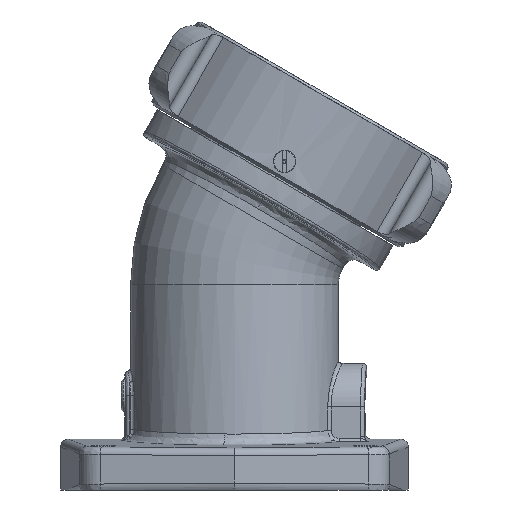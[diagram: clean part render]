
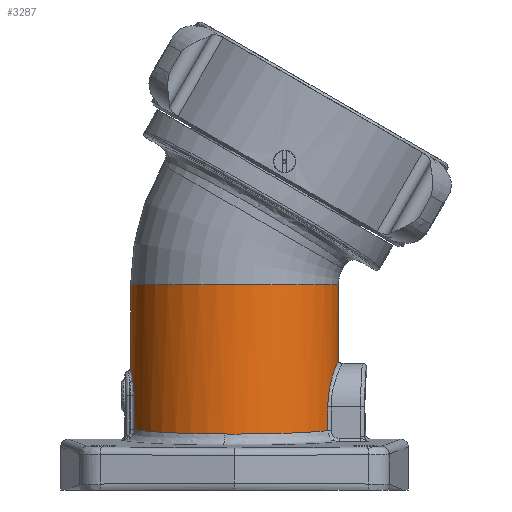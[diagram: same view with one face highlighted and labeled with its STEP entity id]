
A CAD part, left-side view. The second image highlights one B-rep face of the part: STEP entity #3287.
In plain terms, the highlighted cylindrical face has radius 43.656 mm (diameter 87.312 mm), a partial arc.
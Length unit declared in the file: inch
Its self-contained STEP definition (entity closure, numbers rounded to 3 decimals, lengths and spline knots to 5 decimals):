
#248=CARTESIAN_POINT('',(-0.75248,-1.54527,
1.375));
#249=CARTESIAN_POINT('',(-0.75248,-1.54527,
1.42222));
#250=CARTESIAN_POINT('',(-0.74417,-1.54935,
1.51473));
#251=CARTESIAN_POINT('',(-0.7095,-1.56575,
1.64654));
#252=CARTESIAN_POINT('',(-0.65057,-1.59146,
1.77493));
#253=CARTESIAN_POINT('',(-0.56954,-1.62262,
1.89068));
#254=CARTESIAN_POINT('',(-0.46915,-1.6547,
1.98911));
#255=CARTESIAN_POINT('',(-0.36285,-1.68116,
2.06092));
#256=CARTESIAN_POINT('',(-0.26095,-1.6998,
2.10808));
#257=CARTESIAN_POINT('',(-0.16635,-1.71149,
2.13649));
#258=CARTESIAN_POINT('',(-0.07956,-1.71759,
2.15101));
#259=CARTESIAN_POINT('',(-0.02575,-1.71875,
2.15375));
#260=CARTESIAN_POINT('',(0.,-1.71875,2.15375));
#262=DIRECTION('',(0.,0.,1.));
#263=VECTOR('',#262,0.39248);
#264=CARTESIAN_POINT('',(-0.75248,-1.54527,
0.98252));
#265=LINE('',#264,#263);
#266=CARTESIAN_POINT('',(-0.75248,-1.54527,
0.98252));
#267=CARTESIAN_POINT('',(-0.79714,-1.52353,
0.97992));
#268=CARTESIAN_POINT('',(-0.88457,-1.47616,
0.97484));
#269=CARTESIAN_POINT('',(-1.00913,-1.39398,
0.9676));
#270=CARTESIAN_POINT('',(-1.12609,-1.30132,
0.9608));
#271=CARTESIAN_POINT('',(-1.23453,-1.19893,
0.9545));
#272=CARTESIAN_POINT('',(-1.33368,-1.08756,
0.94874));
#273=CARTESIAN_POINT('',(-1.42281,-0.96805,
0.94356));
#274=CARTESIAN_POINT('',(-1.50124,-0.8413,
0.939));
#275=CARTESIAN_POINT('',(-1.5684,-0.70825,
0.93509));
#276=CARTESIAN_POINT('',(-1.62381,-0.56987,
0.93187));
#277=CARTESIAN_POINT('',(-1.66704,-0.42719,
0.92936));
#278=CARTESIAN_POINT('',(-1.69776,-0.2813,0.92758));
#279=CARTESIAN_POINT('',(-1.71573,-0.13328,
0.92653));
#280=CARTESIAN_POINT('',(-1.72083,0.01574,
0.92623));
#281=CARTESIAN_POINT('',(-1.71562,0.115,
0.92654));
#282=CARTESIAN_POINT('',(-1.71087,0.16443,
0.92681));
#284=CARTESIAN_POINT('',(-1.71087,0.16443,
0.92681));
#285=CARTESIAN_POINT('',(-1.70614,0.21363,
0.92709));
#286=CARTESIAN_POINT('',(-1.69244,0.31161,
0.92788));
#287=CARTESIAN_POINT('',(-1.6593,0.45626,
0.92981));
#288=CARTESIAN_POINT('',(-1.61382,0.59752,
0.93245));
#289=CARTESIAN_POINT('',(-1.55635,0.73431,
0.93579));
#290=CARTESIAN_POINT('',(-1.48732,0.86563,
0.93981));
#291=CARTESIAN_POINT('',(-1.40724,0.9905,
0.94446));
#292=CARTESIAN_POINT('',(-1.3167,1.10804,0.94972));
#293=CARTESIAN_POINT('',(-1.21632,1.21737,0.95556));
#294=CARTESIAN_POINT('',(-1.10685,1.3177,0.96192));
#295=CARTESIAN_POINT('',(-0.98918,1.40818,
0.96876));
#296=CARTESIAN_POINT('',(-0.86427,1.48811,
0.97602));
#297=CARTESIAN_POINT('',(-0.7328,1.55707,
0.98366));
#298=CARTESIAN_POINT('',(-0.59532,1.61468,
0.99165));
#299=CARTESIAN_POINT('',(-0.49935,1.64539,
0.99723));
#300=CARTESIAN_POINT('',(-0.45052,1.65865,1.00007));
#302=DIRECTION('',(0.,0.,-1.));
#303=VECTOR('',#302,0.56243);
#304=CARTESIAN_POINT('',(-0.45052,1.65865,1.5625));
#305=LINE('',#304,#303);
#306=CARTESIAN_POINT('',(-0.37748,1.67678,1.817));
#307=CARTESIAN_POINT('',(-0.38334,1.67547,1.80771));
#308=CARTESIAN_POINT('',(-0.39418,1.67296,1.78899));
#309=CARTESIAN_POINT('',(-0.40748,1.66977,1.76215));
#310=CARTESIAN_POINT('',(-0.42003,1.66665,1.73233));
#311=CARTESIAN_POINT('',(-0.43189,1.66361,1.69709));
#312=CARTESIAN_POINT('',(-0.44166,1.66104,1.65772));
#313=CARTESIAN_POINT('',(-0.4486,1.65918,1.61344));
#314=CARTESIAN_POINT('',(-0.45052,1.65865,1.58009));
#315=CARTESIAN_POINT('',(-0.45052,1.65865,1.5625));
#317=CARTESIAN_POINT('',(0.,1.71875,2.02543));
#318=CARTESIAN_POINT('',(-0.02818,1.71875,2.02516));
#319=CARTESIAN_POINT('',(-0.08216,1.7174,2.01962));
#320=CARTESIAN_POINT('',(-0.15855,1.71191,1.99791));
#321=CARTESIAN_POINT('',(-0.22243,1.70462,1.9675));
#322=CARTESIAN_POINT('',(-0.27485,1.69685,1.93223));
#323=CARTESIAN_POINT('',(-0.31722,1.68937,1.8945));
#324=CARTESIAN_POINT('',(-0.35121,1.68258,1.85584));
#325=CARTESIAN_POINT('',(-0.36937,1.67861,1.82989));
#326=CARTESIAN_POINT('',(-0.37748,1.67678,1.817));
#328=DIRECTION('',(0.,0.,1.));
#329=VECTOR('',#328,1.37168);
#330=CARTESIAN_POINT('',(0.,1.71875,2.02543));
#331=LINE('',#330,#329);
#336=CARTESIAN_POINT('',(0.,-1.71875,2.15375));
#350=DIRECTION('',(0.,0.,1.));
#351=VECTOR('',#350,1.24336);
#352=CARTESIAN_POINT('',(0.,-1.71875,2.15375));
#353=LINE('',#352,#351);
#510=CARTESIAN_POINT('',(0.,0.,3.39711));
#511=DIRECTION('',(0.,0.,1.));
#512=DIRECTION('',(0.,1.,0.));
#513=AXIS2_PLACEMENT_3D('',#510,#511,#512);
#2837=CARTESIAN_POINT('',(0.,1.71875,3.39711));
#2838=CARTESIAN_POINT('',(0.,-1.71875,3.39711));
#2839=VERTEX_POINT('',#2837);
#2840=VERTEX_POINT('',#2838);
#2859=CARTESIAN_POINT('',(-1.71087,0.16443,
0.92681));
#2861=VERTEX_POINT('',#2859);
#2965=VERTEX_POINT('',#336);
#2967=VERTEX_POINT('',#248);
#2970=CARTESIAN_POINT('',(-0.75248,-1.54527,
0.98252));
#2971=VERTEX_POINT('',#2970);
#2976=CARTESIAN_POINT('',(-0.45052,1.65865,
1.5625));
#2977=CARTESIAN_POINT('',(-0.45052,1.65865,
1.00007));
#2978=VERTEX_POINT('',#2976);
#2979=VERTEX_POINT('',#2977);
#2981=VERTEX_POINT('',#306);
#2982=CARTESIAN_POINT('',(0.,1.71875,2.02543));
#2983=VERTEX_POINT('',#2982);
#3260=CARTESIAN_POINT('',(0.,0.,-0.2135));
#3261=DIRECTION('',(0.,0.,1.));
#3262=DIRECTION('',(0.,1.,0.));
#3263=AXIS2_PLACEMENT_3D('',#3260,#3261,#3262);
#3264=CYLINDRICAL_SURFACE('',#3263,1.71875);
#3266=ORIENTED_EDGE('',*,*,#3265,.F.);
#3268=ORIENTED_EDGE('',*,*,#3267,.F.);
#3270=ORIENTED_EDGE('',*,*,#3269,.T.);
#3272=ORIENTED_EDGE('',*,*,#3271,.T.);
#3274=ORIENTED_EDGE('',*,*,#3273,.F.);
#3276=ORIENTED_EDGE('',*,*,#3275,.F.);
#3278=ORIENTED_EDGE('',*,*,#3277,.F.);
#3280=ORIENTED_EDGE('',*,*,#3279,.T.);
#3282=ORIENTED_EDGE('',*,*,#3281,.T.);
#3284=ORIENTED_EDGE('',*,*,#3283,.F.);
#3285=EDGE_LOOP('',(#3266,#3268,#3270,#3272,#3274,#3276,#3278,#3280,#3282,
#3284));
#3286=FACE_OUTER_BOUND('',#3285,.F.);
#3287=ADVANCED_FACE('',(#3286),#3264,.T.);
#261=B_SPLINE_CURVE_WITH_KNOTS('',3,(#248,#249,#250,#251,#252,#253,#254,#255,
#256,#257,#258,#259,#260),.UNSPECIFIED.,.F.,.F.,(4,1,1,1,1,1,1,1,1,1,4),(0.,
0.1,0.2,0.3,0.4,0.5,0.6,0.7,0.8,0.9,1.),.UNSPECIFIED.);
#283=B_SPLINE_CURVE_WITH_KNOTS('',3,(#266,#267,#268,#269,#270,#271,#272,#273,
#274,#275,#276,#277,#278,#279,#280,#281,#282),.UNSPECIFIED.,.F.,.F.,(4,1,1,1,1,
1,1,1,1,1,1,1,1,1,4),(0.,0.07143,0.14286,
0.21429,0.28571,0.35714,0.42857,0.5,
0.57143,0.64286,0.71429,0.78571,
0.85714,0.92857,1.),.UNSPECIFIED.);
#301=B_SPLINE_CURVE_WITH_KNOTS('',3,(#284,#285,#286,#287,#288,#289,#290,#291,
#292,#293,#294,#295,#296,#297,#298,#299,#300),.UNSPECIFIED.,.F.,.F.,(4,1,1,1,1,
1,1,1,1,1,1,1,1,1,4),(0.,0.07143,0.14286,
0.21429,0.28571,0.35714,0.42857,0.5,
0.57143,0.64286,0.71429,0.78571,
0.85714,0.92857,1.),.UNSPECIFIED.);
#316=B_SPLINE_CURVE_WITH_KNOTS('',3,(#306,#307,#308,#309,#310,#311,#312,#313,
#314,#315),.UNSPECIFIED.,.F.,.F.,(4,1,1,1,1,1,1,4),(0.,0.14286,
0.28571,0.42857,0.57143,0.71429,
0.85714,1.),.UNSPECIFIED.);
#327=B_SPLINE_CURVE_WITH_KNOTS('',3,(#317,#318,#319,#320,#321,#322,#323,#324,
#325,#326),.UNSPECIFIED.,.F.,.F.,(4,1,1,1,1,1,1,4),(0.,0.14286,
0.28571,0.42857,0.57143,0.71429,
0.85714,1.),.UNSPECIFIED.);
#514=CIRCLE('',#513,1.71875);
#3265=EDGE_CURVE('',#2967,#2965,#261,.T.);
#3267=EDGE_CURVE('',#2971,#2967,#265,.T.);
#3269=EDGE_CURVE('',#2971,#2861,#283,.T.);
#3271=EDGE_CURVE('',#2861,#2979,#301,.T.);
#3273=EDGE_CURVE('',#2978,#2979,#305,.T.);
#3275=EDGE_CURVE('',#2981,#2978,#316,.T.);
#3277=EDGE_CURVE('',#2983,#2981,#327,.T.);
#3279=EDGE_CURVE('',#2983,#2839,#331,.T.);
#3281=EDGE_CURVE('',#2839,#2840,#514,.T.);
#3283=EDGE_CURVE('',#2965,#2840,#353,.T.);
